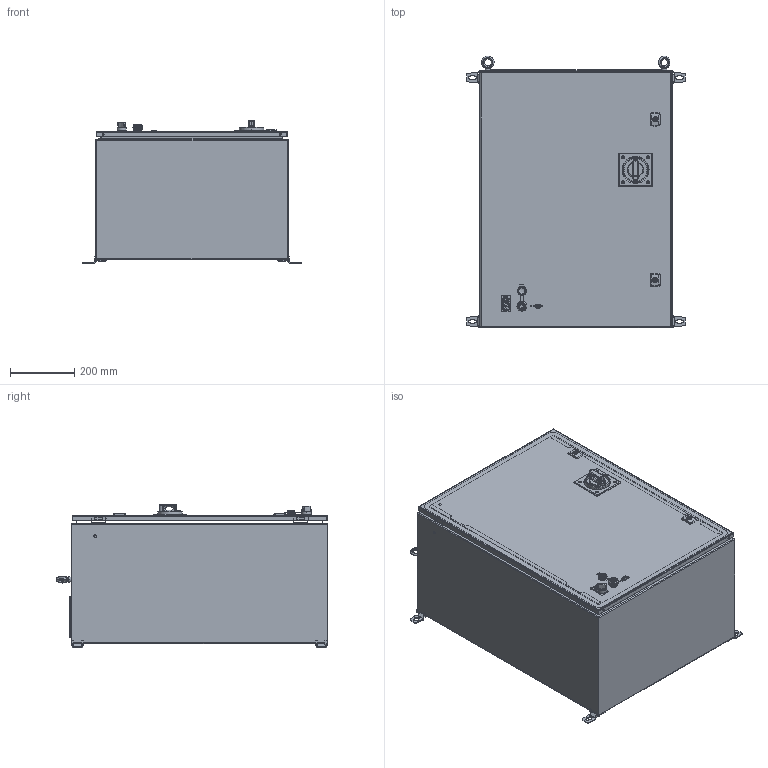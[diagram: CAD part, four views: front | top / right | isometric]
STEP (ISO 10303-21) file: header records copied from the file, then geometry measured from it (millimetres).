
FILE_DESCRIPTION (( 'STEP AP214' ), '1' );
FILE_NAME ('IPAK2v2 1K BCM (UK).STEP', '2022-02-08T11:19:01', ( '' ), ( '' ), 'SwSTEP 2.0', 'SolidWorks 2021', '' );
FILE_SCHEMA (( 'AUTOMOTIVE_DESIGN' ));
Length unit declared in the file: millimetre
Products named in the file (1): IPAK2v2 1K BCM (UK)
Bounding box: 681.4 x 846.7 x 446 mm (x, y, z)
Surface area: 3819919.7 mm2 (no closed solid volume)
Topology: 0 solids, 61 shells, 773 faces, 3035 edges, 2232 vertices
Faces by surface type: cylinder 350, plane 237, torus 65, cone 63, bspline 53, sphere 5
Entity records: 46212 total; most frequent: CARTESIAN_POINT 12664, DIRECTION 5369, ORIENTED_EDGE 4465, EDGE_CURVE 3026, VERTEX_POINT 2232, AXIS2_PLACEMENT_3D 1971, VECTOR 1427, LINE 1427
